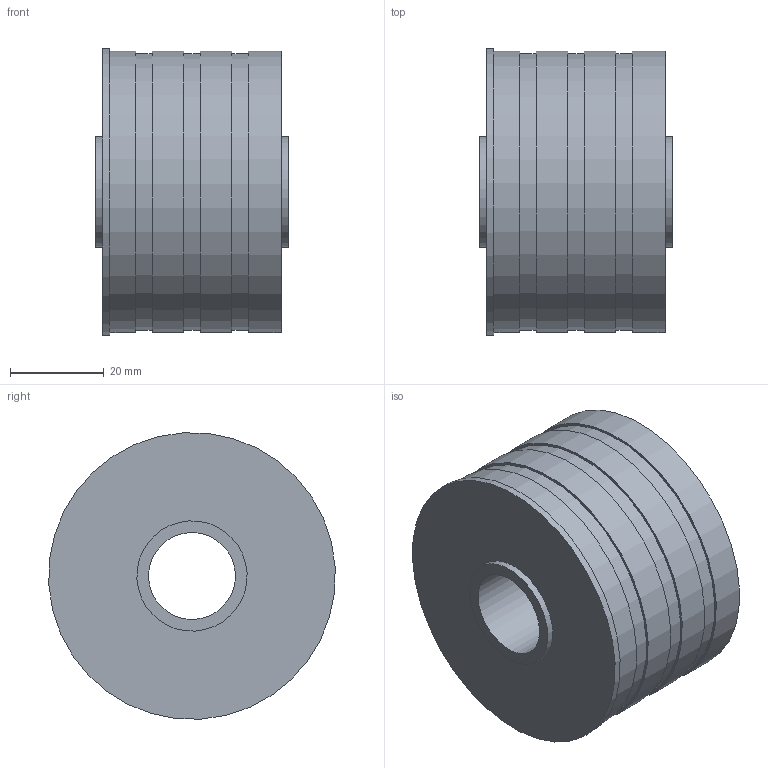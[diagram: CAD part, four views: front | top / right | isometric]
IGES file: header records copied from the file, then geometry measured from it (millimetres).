
Global section: file name: No Iges File Name specified; native system: AutoDesk Inventor R10; preprocessor: AutoDesk Inventor Iges Exporter R10; author: No Author specified; organization: No Organization specified; date: 20060412.122024; units: millimetre
Bounding box: 41 x 60.99 x 60.99 mm (x, y, z)
Volume: 38662.7 mm3; surface area: 51060.3 mm2
Topology: 3 solids, 3 shells, 34 faces, 51 edges, 34 vertices
Faces by surface type: plane 17, cylinder 12, revolution 5
Full cylindrical faces by diameter (mm): 23.5 x2, 26.599 x1, 57 x1, 59 x3, 60 x4, 61.099 x1
